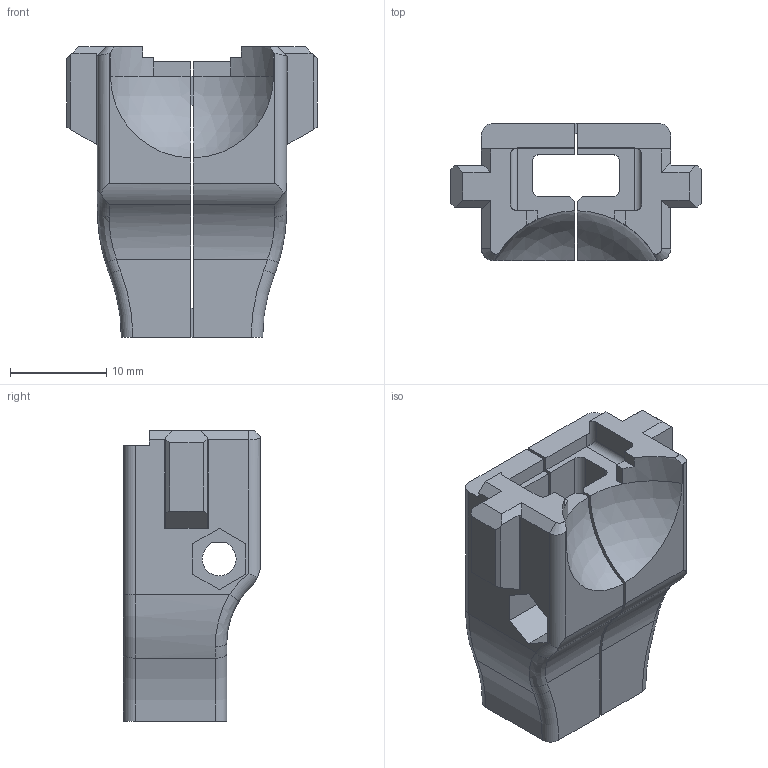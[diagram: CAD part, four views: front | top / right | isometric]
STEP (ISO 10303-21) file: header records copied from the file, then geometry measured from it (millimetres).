
FILE_DESCRIPTION(/* description */ ('5031491200 - kryt na kabel_v2'),/* implementation_level */ '2;1');
FILE_NAME(/* name */ 'dwarf-cover-connector.stp',/* time_stamp */ '2023-12-19T11:12:24+01:00',/* author */ ('Dominik Tebich'),/* organization */ (''),/* preprocessor_version */ 'ST-DEVELOPER v19.2',/* originating_system */ 'Autodesk Inventor 2023',/* authorisation */ '');
FILE_SCHEMA (('AUTOMOTIVE_DESIGN { 1 0 10303 214 3 1 1 }'));
Length unit declared in the file: millimetre
Products named in the file (1): dwarf-cover-connector
Bounding box: 26 x 14.2 x 30.15 mm (x, y, z)
Volume: 4862.6 mm3; surface area: 3561.2 mm2
Topology: 1 solids, 1 shells, 249 faces, 705 edges, 460 vertices
Faces by surface type: plane 146, cylinder 47, cone 42, torus 10, bspline 2, sphere 2
Entity records: 8112 total; most frequent: CARTESIAN_POINT 1715, ORIENTED_EDGE 1410, DIRECTION 1271, EDGE_CURVE 705, VERTEX_POINT 460, LINE 451, VECTOR 451, AXIS2_PLACEMENT_3D 410
